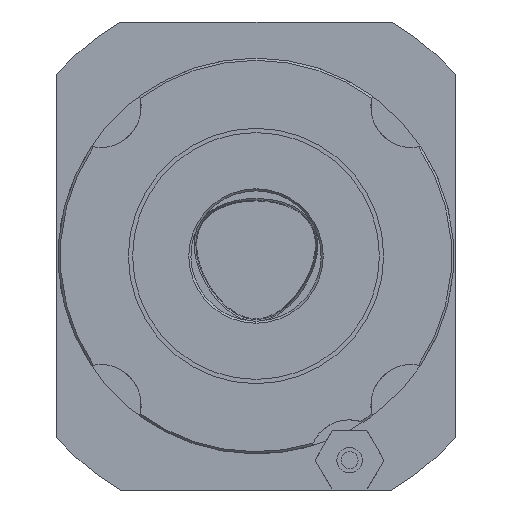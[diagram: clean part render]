
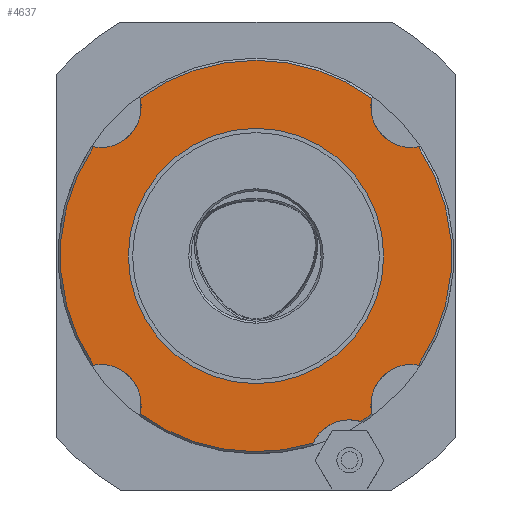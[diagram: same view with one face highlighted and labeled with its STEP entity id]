
A CAD part, left-side view. The second image highlights one B-rep face of the part: STEP entity #4637.
In plain terms, the highlighted planar face has unit normal (-1, 0, 0).
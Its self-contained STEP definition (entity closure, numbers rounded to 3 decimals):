
#684=CARTESIAN_POINT('',(-60.,-22.,-48.));
#685=DIRECTION('',(1.,0.,0.));
#686=DIRECTION('',(0.,0.908,0.42));
#687=AXIS2_PLACEMENT_3D('',#684,#685,#686);
#707=CARTESIAN_POINT('',(-60.,36.5,-35.));
#708=DIRECTION('',(1.,0.,0.));
#709=DIRECTION('',(0.,0.177,0.984));
#710=AXIS2_PLACEMENT_3D('',#707,#708,#709);
#725=CARTESIAN_POINT('',(-60.,36.5,35.));
#726=DIRECTION('',(1.,0.,0.));
#727=DIRECTION('',(0.,-0.976,0.218));
#728=AXIS2_PLACEMENT_3D('',#725,#726,#727);
#735=CARTESIAN_POINT('',(-60.,0.,0.));
#736=DIRECTION('',(1.,0.,0.));
#737=DIRECTION('',(0.,-1.,0.));
#738=AXIS2_PLACEMENT_3D('',#735,#736,#737);
#740=CARTESIAN_POINT('',(-60.,0.,0.));
#741=DIRECTION('',(-1.,0.,0.));
#742=DIRECTION('',(0.,-1.,0.));
#743=AXIS2_PLACEMENT_3D('',#740,#741,#742);
#745=CARTESIAN_POINT('',(-60.,-13.378,-44.012));
#762=CARTESIAN_POINT('',(-60.,27.229,-37.075));
#764=CARTESIAN_POINT('',(-60.,0.,0.));
#765=DIRECTION('',(-1.,0.,0.));
#766=DIRECTION('',(0.,0.592,-0.806));
#767=AXIS2_PLACEMENT_3D('',#764,#765,#766);
#774=CARTESIAN_POINT('',(-60.,38.184,25.651));
#776=CARTESIAN_POINT('',(-60.,0.,0.));
#777=DIRECTION('',(-1.,0.,0.));
#778=DIRECTION('',(0.,0.83,0.558));
#779=AXIS2_PLACEMENT_3D('',#776,#777,#778);
#781=CARTESIAN_POINT('',(-60.,38.184,-25.651));
#793=CARTESIAN_POINT('',(-60.,27.229,37.075));
#810=CARTESIAN_POINT('',(-60.,-27.229,37.075));
#812=CARTESIAN_POINT('',(-60.,0.,0.));
#813=DIRECTION('',(-1.,0.,0.));
#814=DIRECTION('',(0.,-0.592,0.806));
#815=AXIS2_PLACEMENT_3D('',#812,#813,#814);
#830=CARTESIAN_POINT('',(-60.,-36.5,35.));
#831=DIRECTION('',(1.,0.,0.));
#832=DIRECTION('',(0.,-0.177,-0.984));
#833=AXIS2_PLACEMENT_3D('',#830,#831,#832);
#858=CARTESIAN_POINT('',(-60.,-36.5,-35.));
#859=DIRECTION('',(1.,0.,0.));
#860=DIRECTION('',(0.,0.976,-0.218));
#861=AXIS2_PLACEMENT_3D('',#858,#859,#860);
#881=CARTESIAN_POINT('',(-60.,-24.607,-38.865));
#883=CARTESIAN_POINT('',(-60.,0.,0.));
#884=DIRECTION('',(-1.,0.,0.));
#885=DIRECTION('',(0.,-0.535,-0.845));
#886=AXIS2_PLACEMENT_3D('',#883,#884,#885);
#888=CARTESIAN_POINT('',(-60.,-27.229,-37.075));
#900=CARTESIAN_POINT('',(-60.,-38.184,25.651));
#917=CARTESIAN_POINT('',(-60.,-38.184,-25.651));
#919=CARTESIAN_POINT('',(-60.,0.,0.));
#920=DIRECTION('',(-1.,0.,0.));
#921=DIRECTION('',(0.,-0.83,-0.558));
#922=AXIS2_PLACEMENT_3D('',#919,#920,#921);
#3183=CARTESIAN_POINT('',(-60.,-30.,0.));
#3185=VERTEX_POINT('',#3183);
#3187=CARTESIAN_POINT('',(-60.,30.,0.));
#3189=VERTEX_POINT('',#3187);
#3206=VERTEX_POINT('',#917);
#3207=VERTEX_POINT('',#888);
#3216=VERTEX_POINT('',#900);
#3217=VERTEX_POINT('',#810);
#3226=VERTEX_POINT('',#762);
#3227=VERTEX_POINT('',#781);
#3236=VERTEX_POINT('',#793);
#3237=VERTEX_POINT('',#774);
#3246=VERTEX_POINT('',#881);
#3247=VERTEX_POINT('',#745);
#4607=CARTESIAN_POINT('',(-60.,0.,0.));
#4608=DIRECTION('',(-1.,0.,0.));
#4609=DIRECTION('',(0.,1.,0.));
#4610=AXIS2_PLACEMENT_3D('',#4607,#4608,#4609);
#4611=PLANE('',#4610);
#4612=ORIENTED_EDGE('',*,*,#4534,.F.);
#4614=ORIENTED_EDGE('',*,*,#4613,.F.);
#4615=ORIENTED_EDGE('',*,*,#4567,.F.);
#4617=ORIENTED_EDGE('',*,*,#4616,.F.);
#4618=ORIENTED_EDGE('',*,*,#4594,.F.);
#4620=ORIENTED_EDGE('',*,*,#4619,.F.);
#4622=ORIENTED_EDGE('',*,*,#4621,.F.);
#4624=ORIENTED_EDGE('',*,*,#4623,.F.);
#4626=ORIENTED_EDGE('',*,*,#4625,.F.);
#4628=ORIENTED_EDGE('',*,*,#4627,.F.);
#4629=EDGE_LOOP('',(#4612,#4614,#4615,#4617,#4618,#4620,#4622,#4624,#4626,
#4628));
#4630=FACE_OUTER_BOUND('',#4629,.F.);
#4632=ORIENTED_EDGE('',*,*,#4631,.F.);
#4634=ORIENTED_EDGE('',*,*,#4633,.T.);
#4635=EDGE_LOOP('',(#4632,#4634));
#4636=FACE_BOUND('',#4635,.F.);
#4637=ADVANCED_FACE('',(#4630,#4636),#4611,.T.);
#688=CIRCLE('',#687,9.5);
#711=CIRCLE('',#710,9.5);
#729=CIRCLE('',#728,9.5);
#739=CIRCLE('',#738,30.);
#744=CIRCLE('',#743,30.);
#768=CIRCLE('',#767,46.);
#780=CIRCLE('',#779,46.);
#816=CIRCLE('',#815,46.);
#834=CIRCLE('',#833,9.5);
#862=CIRCLE('',#861,9.5);
#887=CIRCLE('',#886,46.);
#923=CIRCLE('',#922,46.);
#4534=EDGE_CURVE('',#3247,#3246,#688,.T.);
#4567=EDGE_CURVE('',#3227,#3226,#711,.T.);
#4594=EDGE_CURVE('',#3236,#3237,#729,.T.);
#4613=EDGE_CURVE('',#3226,#3247,#768,.T.);
#4616=EDGE_CURVE('',#3237,#3227,#780,.T.);
#4619=EDGE_CURVE('',#3217,#3236,#816,.T.);
#4621=EDGE_CURVE('',#3216,#3217,#834,.T.);
#4623=EDGE_CURVE('',#3206,#3216,#923,.T.);
#4625=EDGE_CURVE('',#3207,#3206,#862,.T.);
#4627=EDGE_CURVE('',#3246,#3207,#887,.T.);
#4631=EDGE_CURVE('',#3185,#3189,#739,.T.);
#4633=EDGE_CURVE('',#3185,#3189,#744,.T.);
